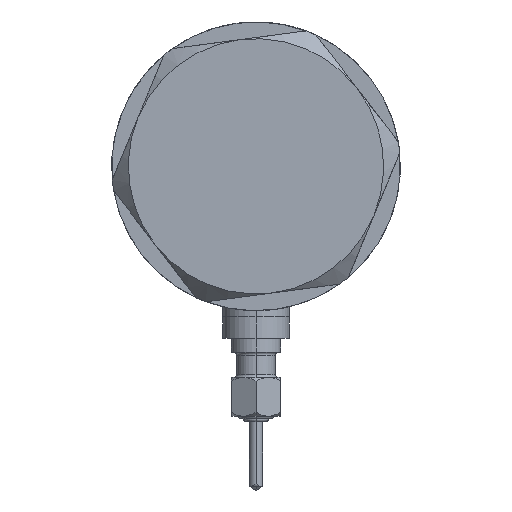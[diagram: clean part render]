
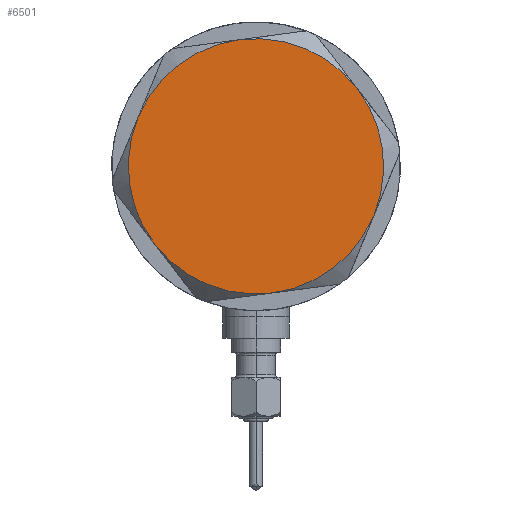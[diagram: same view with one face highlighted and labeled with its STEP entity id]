
A CAD part, left-side view. The second image highlights one B-rep face of the part: STEP entity #6501.
In plain terms, the highlighted face is planar.
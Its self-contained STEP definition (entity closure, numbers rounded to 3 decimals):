
#425 = CARTESIAN_POINT ( 'NONE',  ( 11.5, -19.919, 9. ) ) ;
#471 = VERTEX_POINT ( 'NONE', #6511 ) ;
#652 = CIRCLE ( 'NONE', #2656, 23. ) ;
#755 = ORIENTED_EDGE ( 'NONE', *, *, #2139, .T. ) ;
#825 = DIRECTION ( 'NONE',  ( 0., 0., 1. ) ) ;
#865 = AXIS2_PLACEMENT_3D ( 'NONE', #3503, #5704, #2518 ) ;
#987 = VERTEX_POINT ( 'NONE', #4230 ) ;
#1067 = CARTESIAN_POINT ( 'NONE',  ( -11.5, -19.919, 9. ) ) ;
#1297 = CARTESIAN_POINT ( 'NONE',  ( 0., 0., 9. ) ) ;
#1322 = AXIS2_PLACEMENT_3D ( 'NONE', #1297, #4646, #1338 ) ;
#1337 = ORIENTED_EDGE ( 'NONE', *, *, #2903, .T. ) ;
#1338 = DIRECTION ( 'NONE',  ( 1., 0., 0. ) ) ;
#1416 = EDGE_CURVE ( 'NONE', #4377, #2837, #1858, .T. ) ;
#1431 = DIRECTION ( 'NONE',  ( 1., 0., 0. ) ) ;
#1710 = CARTESIAN_POINT ( 'NONE',  ( 0., 0., 9. ) ) ;
#1734 = ORIENTED_EDGE ( 'NONE', *, *, #1416, .T. ) ;
#1858 = CIRCLE ( 'NONE', #6875, 23. ) ;
#2139 = EDGE_CURVE ( 'NONE', #4705, #987, #6883, .T. ) ;
#2383 = CARTESIAN_POINT ( 'NONE',  ( 0., 0., 9. ) ) ;
#2448 = AXIS2_PLACEMENT_3D ( 'NONE', #4569, #6096, #1431 ) ;
#2497 = DIRECTION ( 'NONE',  ( 1., 0., 0. ) ) ;
#2518 = DIRECTION ( 'NONE',  ( 1., 0., 0. ) ) ;
#2656 = AXIS2_PLACEMENT_3D ( 'NONE', #1710, #825, #2827 ) ;
#2827 = DIRECTION ( 'NONE',  ( 1., 0., 0. ) ) ;
#2837 = VERTEX_POINT ( 'NONE', #425 ) ;
#2903 = EDGE_CURVE ( 'NONE', #6410, #4377, #652, .T. ) ;
#3195 = DIRECTION ( 'NONE',  ( 1., 0., 0. ) ) ;
#3235 = DIRECTION ( 'NONE',  ( 0., 0., 1. ) ) ;
#3493 = EDGE_CURVE ( 'NONE', #987, #6410, #5224, .T. ) ;
#3503 = CARTESIAN_POINT ( 'NONE',  ( 0., 0., 9. ) ) ;
#3780 = CARTESIAN_POINT ( 'NONE',  ( 11.5, 19.919, 9. ) ) ;
#3973 = FACE_OUTER_BOUND ( 'NONE', #6836, .T. ) ;
#4230 = CARTESIAN_POINT ( 'NONE',  ( -11.5, 19.919, 9. ) ) ;
#4280 = ORIENTED_EDGE ( 'NONE', *, *, #4403, .T. ) ;
#4304 = ORIENTED_EDGE ( 'NONE', *, *, #4312, .T. ) ;
#4312 = EDGE_CURVE ( 'NONE', #2837, #471, #6893, .T. ) ;
#4316 = CARTESIAN_POINT ( 'NONE',  ( 0., 0., 9. ) ) ;
#4377 = VERTEX_POINT ( 'NONE', #1067 ) ;
#4393 = CARTESIAN_POINT ( 'NONE',  ( -23., 0., 9. ) ) ;
#4403 = EDGE_CURVE ( 'NONE', #471, #4705, #6217, .T. ) ;
#4569 = CARTESIAN_POINT ( 'NONE',  ( 0., 0., 9. ) ) ;
#4646 = DIRECTION ( 'NONE',  ( 0., 0., 1. ) ) ;
#4705 = VERTEX_POINT ( 'NONE', #3780 ) ;
#4997 = ORIENTED_EDGE ( 'NONE', *, *, #3493, .T. ) ;
#5084 = PLANE ( 'NONE',  #2448 ) ;
#5224 = CIRCLE ( 'NONE', #1322, 23. ) ;
#5227 = DIRECTION ( 'NONE',  ( 0., 0., 1. ) ) ;
#5491 = DIRECTION ( 'NONE',  ( 1., 0., 0. ) ) ;
#5704 = DIRECTION ( 'NONE',  ( 0., 0., 1. ) ) ;
#6057 = DIRECTION ( 'NONE',  ( 0., 0., 1. ) ) ;
#6096 = DIRECTION ( 'NONE',  ( 0., 0., 1. ) ) ;
#6217 = CIRCLE ( 'NONE', #6339, 23. ) ;
#6339 = AXIS2_PLACEMENT_3D ( 'NONE', #4316, #3235, #3195 ) ;
#6410 = VERTEX_POINT ( 'NONE', #4393 ) ;
#6501 = ADVANCED_FACE ( 'NONE', ( #3973 ), #5084, .T. ) ;
#6511 = CARTESIAN_POINT ( 'NONE',  ( 23., 0., 9. ) ) ;
#6776 = AXIS2_PLACEMENT_3D ( 'NONE', #6837, #5227, #2497 ) ;
#6836 = EDGE_LOOP ( 'NONE', ( #4304, #4280, #755, #4997, #1337, #1734 ) ) ;
#6837 = CARTESIAN_POINT ( 'NONE',  ( 0., 0., 9. ) ) ;
#6875 = AXIS2_PLACEMENT_3D ( 'NONE', #2383, #6057, #5491 ) ;
#6883 = CIRCLE ( 'NONE', #865, 23. ) ;
#6893 = CIRCLE ( 'NONE', #6776, 23. ) ;
